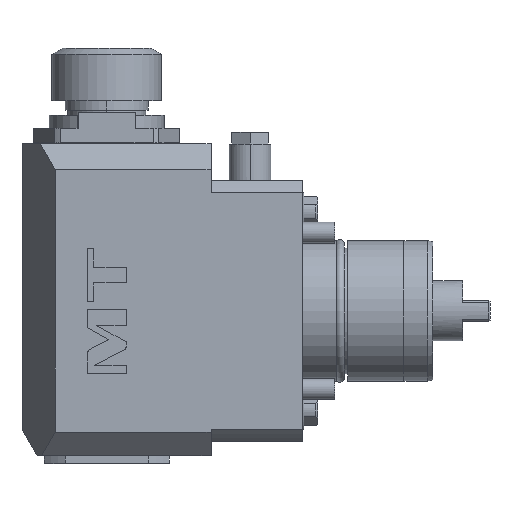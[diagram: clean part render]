
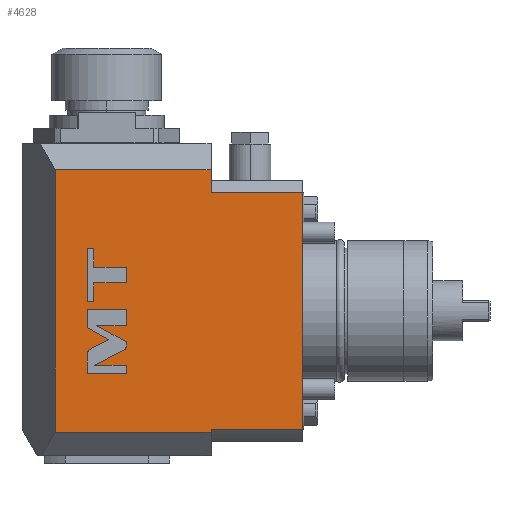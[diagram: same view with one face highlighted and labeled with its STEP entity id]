
A CAD part, front view. The second image highlights one B-rep face of the part: STEP entity #4628.
In plain terms, the highlighted planar face has unit normal (0, -1, 0).
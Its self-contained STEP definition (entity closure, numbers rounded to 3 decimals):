
#6=DIRECTION('',(0.,0.,-1.));
#7=VECTOR('',#6,8.692);
#8=CARTESIAN_POINT('',(-35.,-45.,54.2));
#9=LINE('',#8,#7);
#91=DIRECTION('',(0.,0.,-1.));
#92=VECTOR('',#91,91.016);
#93=CARTESIAN_POINT('',(0.,-45.,45.508));
#94=LINE('',#93,#92);
#340=DIRECTION('',(-1.,0.,0.));
#341=VECTOR('',#340,35.);
#342=CARTESIAN_POINT('',(0.,-45.,-45.508));
#343=LINE('',#342,#341);
#344=DIRECTION('',(-1.,0.,0.));
#345=VECTOR('',#344,59.798);
#346=CARTESIAN_POINT('',(-35.,-45.,-46.5));
#347=LINE('',#346,#345);
#348=DIRECTION('',(0.,0.,-1.));
#349=VECTOR('',#348,100.7);
#350=CARTESIAN_POINT('',(-94.798,-45.,54.2));
#351=LINE('',#350,#349);
#352=DIRECTION('',(-1.,0.,0.));
#353=VECTOR('',#352,59.798);
#354=CARTESIAN_POINT('',(-35.,-45.,54.2));
#355=LINE('',#354,#353);
#356=DIRECTION('',(-1.,0.,0.));
#357=VECTOR('',#356,35.);
#358=CARTESIAN_POINT('',(0.,-45.,45.508));
#359=LINE('',#358,#357);
#360=CARTESIAN_POINT('',(-81.523,-45.,-14.827));
#361=CARTESIAN_POINT('',(-82.126,-45.,-15.139));
#362=CARTESIAN_POINT('',(-82.5,-45.,-15.754));
#363=CARTESIAN_POINT('',(-82.5,-45.,-16.432));
#365=DIRECTION('',(0.,0.,-1.));
#366=VECTOR('',#365,7.541);
#367=CARTESIAN_POINT('',(-82.5,-45.,-16.432));
#368=LINE('',#367,#366);
#369=DIRECTION('',(1.,0.,0.));
#370=VECTOR('',#369,15.);
#371=CARTESIAN_POINT('',(-82.5,-45.,-23.973));
#372=LINE('',#371,#370);
#373=DIRECTION('',(0.,0.,1.));
#374=VECTOR('',#373,3.12);
#375=CARTESIAN_POINT('',(-67.5,-45.,-23.973));
#376=LINE('',#375,#374);
#377=DIRECTION('',(-1.,0.,0.));
#378=VECTOR('',#377,12.152);
#379=CARTESIAN_POINT('',(-67.5,-45.,-20.853));
#380=LINE('',#379,#378);
#381=DIRECTION('',(0.888,0.,0.459));
#382=VECTOR('',#381,12.58);
#383=CARTESIAN_POINT('',(-79.652,-45.,-20.853));
#384=LINE('',#383,#382);
#385=CARTESIAN_POINT('',(-68.477,-45.,-15.075));
#386=CARTESIAN_POINT('',(-67.874,-45.,-14.763));
#387=CARTESIAN_POINT('',(-67.5,-45.,-14.147));
#388=CARTESIAN_POINT('',(-67.5,-45.,-13.469));
#390=DIRECTION('',(0.,0.,1.));
#391=VECTOR('',#390,1.565);
#392=CARTESIAN_POINT('',(-67.5,-45.,-13.469));
#393=LINE('',#392,#391);
#394=DIRECTION('',(-0.877,0.,0.481));
#395=VECTOR('',#394,13.015);
#396=CARTESIAN_POINT('',(-67.5,-45.,-11.904));
#397=LINE('',#396,#395);
#398=DIRECTION('',(1.,0.,0.));
#399=VECTOR('',#398,11.409);
#400=CARTESIAN_POINT('',(-78.909,-45.,-5.641));
#401=LINE('',#400,#399);
#402=DIRECTION('',(0.,0.,1.));
#403=VECTOR('',#402,6.312);
#404=CARTESIAN_POINT('',(-67.5,-45.,-5.641));
#405=LINE('',#404,#403);
#406=DIRECTION('',(-1.,0.,0.));
#407=VECTOR('',#406,15.);
#408=CARTESIAN_POINT('',(-67.5,-45.,0.671));
#409=LINE('',#408,#407);
#410=DIRECTION('',(0.,0.,-1.));
#411=VECTOR('',#410,7.116);
#412=CARTESIAN_POINT('',(-82.5,-45.,0.671));
#413=LINE('',#412,#411);
#414=DIRECTION('',(0.877,0.,-0.481));
#415=VECTOR('',#414,9.511);
#416=CARTESIAN_POINT('',(-82.5,-45.,-6.445));
#417=LINE('',#416,#415);
#418=DIRECTION('',(-0.888,0.,-0.459));
#419=VECTOR('',#418,8.286);
#420=CARTESIAN_POINT('',(-74.163,-45.,-11.022));
#421=LINE('',#420,#419);
#422=DIRECTION('',(1.,0.,0.));
#423=VECTOR('',#422,12.446);
#424=CARTESIAN_POINT('',(-79.946,-45.,10.759));
#425=LINE('',#424,#423);
#426=DIRECTION('',(0.,0.,1.));
#427=VECTOR('',#426,5.942);
#428=CARTESIAN_POINT('',(-67.5,-45.,10.759));
#429=LINE('',#428,#427);
#430=DIRECTION('',(-1.,0.,0.));
#431=VECTOR('',#430,12.446);
#432=CARTESIAN_POINT('',(-67.5,-45.,16.701));
#433=LINE('',#432,#431);
#434=DIRECTION('',(0.,0.,1.));
#435=VECTOR('',#434,7.272);
#436=CARTESIAN_POINT('',(-79.946,-45.,16.701));
#437=LINE('',#436,#435);
#438=DIRECTION('',(-1.,0.,0.));
#439=VECTOR('',#438,2.554);
#440=CARTESIAN_POINT('',(-79.946,-45.,23.973));
#441=LINE('',#440,#439);
#442=DIRECTION('',(0.,0.,-1.));
#443=VECTOR('',#442,20.486);
#444=CARTESIAN_POINT('',(-82.5,-45.,23.973));
#445=LINE('',#444,#443);
#446=DIRECTION('',(1.,0.,0.));
#447=VECTOR('',#446,2.554);
#448=CARTESIAN_POINT('',(-82.5,-45.,3.487));
#449=LINE('',#448,#447);
#450=DIRECTION('',(0.,0.,1.));
#451=VECTOR('',#450,7.272);
#452=CARTESIAN_POINT('',(-79.946,-45.,3.487));
#453=LINE('',#452,#451);
#475=DIRECTION('',(0.,0.,-1.));
#476=VECTOR('',#475,0.992);
#477=CARTESIAN_POINT('',(-35.,-45.,-45.508));
#478=LINE('',#477,#476);
#3351=CARTESIAN_POINT('',(0.,-45.,45.508));
#3352=CARTESIAN_POINT('',(0.,-45.,-45.508));
#3353=VERTEX_POINT('',#3351);
#3354=VERTEX_POINT('',#3352);
#3443=CARTESIAN_POINT('',(-94.798,-45.,54.2));
#3445=VERTEX_POINT('',#3443);
#3449=CARTESIAN_POINT('',(-35.,-45.,54.2));
#3450=VERTEX_POINT('',#3449);
#3459=CARTESIAN_POINT('',(-94.798,-45.,-46.5));
#3460=VERTEX_POINT('',#3459);
#3471=CARTESIAN_POINT('',(-35.,-45.,-46.5));
#3472=VERTEX_POINT('',#3471);
#3492=CARTESIAN_POINT('',(-35.,-45.,-45.508));
#3494=VERTEX_POINT('',#3492);
#3495=CARTESIAN_POINT('',(-35.,-45.,45.508));
#3497=VERTEX_POINT('',#3495);
#4192=CARTESIAN_POINT('',(-81.523,-45.,-14.827));
#4193=VERTEX_POINT('',#4192);
#4194=CARTESIAN_POINT('',(-82.5,-45.,-16.432));
#4195=VERTEX_POINT('',#4194);
#4196=CARTESIAN_POINT('',(-82.5,-45.,-23.973));
#4197=VERTEX_POINT('',#4196);
#4198=CARTESIAN_POINT('',(-67.5,-45.,-23.973));
#4199=VERTEX_POINT('',#4198);
#4200=CARTESIAN_POINT('',(-67.5,-45.,-20.853));
#4201=VERTEX_POINT('',#4200);
#4202=CARTESIAN_POINT('',(-79.652,-45.,-20.853));
#4203=VERTEX_POINT('',#4202);
#4204=CARTESIAN_POINT('',(-68.477,-45.,-15.075));
#4205=VERTEX_POINT('',#4204);
#4206=CARTESIAN_POINT('',(-67.5,-45.,-13.469));
#4207=VERTEX_POINT('',#4206);
#4208=CARTESIAN_POINT('',(-67.5,-45.,-11.904));
#4209=VERTEX_POINT('',#4208);
#4210=CARTESIAN_POINT('',(-78.909,-45.,-5.641));
#4211=VERTEX_POINT('',#4210);
#4212=CARTESIAN_POINT('',(-67.5,-45.,-5.641));
#4213=VERTEX_POINT('',#4212);
#4214=CARTESIAN_POINT('',(-67.5,-45.,0.671));
#4215=VERTEX_POINT('',#4214);
#4216=CARTESIAN_POINT('',(-82.5,-45.,0.671));
#4217=VERTEX_POINT('',#4216);
#4218=CARTESIAN_POINT('',(-82.5,-45.,-6.445));
#4219=VERTEX_POINT('',#4218);
#4220=CARTESIAN_POINT('',(-74.163,-45.,-11.022));
#4221=VERTEX_POINT('',#4220);
#4222=CARTESIAN_POINT('',(-79.946,-45.,10.759));
#4223=VERTEX_POINT('',#4222);
#4224=CARTESIAN_POINT('',(-67.5,-45.,10.759));
#4225=VERTEX_POINT('',#4224);
#4226=CARTESIAN_POINT('',(-67.5,-45.,16.701));
#4227=VERTEX_POINT('',#4226);
#4228=CARTESIAN_POINT('',(-79.946,-45.,16.701));
#4229=VERTEX_POINT('',#4228);
#4230=CARTESIAN_POINT('',(-79.946,-45.,23.973));
#4231=VERTEX_POINT('',#4230);
#4232=CARTESIAN_POINT('',(-82.5,-45.,23.973));
#4233=VERTEX_POINT('',#4232);
#4234=CARTESIAN_POINT('',(-82.5,-45.,3.487));
#4235=VERTEX_POINT('',#4234);
#4236=CARTESIAN_POINT('',(-79.946,-45.,3.487));
#4237=VERTEX_POINT('',#4236);
#4559=CARTESIAN_POINT('',(-35.,-45.,50.));
#4560=DIRECTION('',(0.,1.,0.));
#4561=DIRECTION('',(0.,0.,-1.));
#4562=AXIS2_PLACEMENT_3D('',#4559,#4560,#4561);
#4563=PLANE('',#4562);
#4565=ORIENTED_EDGE('',*,*,#4564,.T.);
#4567=ORIENTED_EDGE('',*,*,#4566,.T.);
#4569=ORIENTED_EDGE('',*,*,#4568,.T.);
#4570=ORIENTED_EDGE('',*,*,#4503,.F.);
#4571=ORIENTED_EDGE('',*,*,#4554,.F.);
#4572=ORIENTED_EDGE('',*,*,#4264,.T.);
#4574=ORIENTED_EDGE('',*,*,#4573,.F.);
#4575=ORIENTED_EDGE('',*,*,#4322,.T.);
#4576=EDGE_LOOP('',(#4565,#4567,#4569,#4570,#4571,#4572,#4574,#4575));
#4577=FACE_OUTER_BOUND('',#4576,.F.);
#4579=ORIENTED_EDGE('',*,*,#4578,.T.);
#4581=ORIENTED_EDGE('',*,*,#4580,.T.);
#4583=ORIENTED_EDGE('',*,*,#4582,.T.);
#4585=ORIENTED_EDGE('',*,*,#4584,.T.);
#4587=ORIENTED_EDGE('',*,*,#4586,.T.);
#4589=ORIENTED_EDGE('',*,*,#4588,.T.);
#4591=ORIENTED_EDGE('',*,*,#4590,.T.);
#4593=ORIENTED_EDGE('',*,*,#4592,.T.);
#4595=ORIENTED_EDGE('',*,*,#4594,.T.);
#4597=ORIENTED_EDGE('',*,*,#4596,.T.);
#4599=ORIENTED_EDGE('',*,*,#4598,.T.);
#4601=ORIENTED_EDGE('',*,*,#4600,.T.);
#4603=ORIENTED_EDGE('',*,*,#4602,.T.);
#4605=ORIENTED_EDGE('',*,*,#4604,.T.);
#4607=ORIENTED_EDGE('',*,*,#4606,.T.);
#4608=EDGE_LOOP('',(#4579,#4581,#4583,#4585,#4587,#4589,#4591,#4593,#4595,#4597,
#4599,#4601,#4603,#4605,#4607));
#4609=FACE_BOUND('',#4608,.F.);
#4611=ORIENTED_EDGE('',*,*,#4610,.T.);
#4613=ORIENTED_EDGE('',*,*,#4612,.T.);
#4615=ORIENTED_EDGE('',*,*,#4614,.T.);
#4617=ORIENTED_EDGE('',*,*,#4616,.T.);
#4619=ORIENTED_EDGE('',*,*,#4618,.T.);
#4621=ORIENTED_EDGE('',*,*,#4620,.T.);
#4623=ORIENTED_EDGE('',*,*,#4622,.T.);
#4625=ORIENTED_EDGE('',*,*,#4624,.T.);
#4626=EDGE_LOOP('',(#4611,#4613,#4615,#4617,#4619,#4621,#4623,#4625));
#4627=FACE_BOUND('',#4626,.F.);
#4628=ADVANCED_FACE('',(#4577,#4609,#4627),#4563,.F.);
#364=B_SPLINE_CURVE_WITH_KNOTS('',3,(#360,#361,#362,#363),.UNSPECIFIED.,.F.,.F.,
(4,4),(0.,1.),.UNSPECIFIED.);
#389=B_SPLINE_CURVE_WITH_KNOTS('',3,(#385,#386,#387,#388),.UNSPECIFIED.,.F.,.F.,
(4,4),(0.,1.),.UNSPECIFIED.);
#4264=EDGE_CURVE('',#3450,#3497,#9,.T.);
#4322=EDGE_CURVE('',#3353,#3354,#94,.T.);
#4503=EDGE_CURVE('',#3445,#3460,#351,.T.);
#4554=EDGE_CURVE('',#3450,#3445,#355,.T.);
#4564=EDGE_CURVE('',#3354,#3494,#343,.T.);
#4566=EDGE_CURVE('',#3494,#3472,#478,.T.);
#4568=EDGE_CURVE('',#3472,#3460,#347,.T.);
#4573=EDGE_CURVE('',#3353,#3497,#359,.T.);
#4578=EDGE_CURVE('',#4193,#4195,#364,.T.);
#4580=EDGE_CURVE('',#4195,#4197,#368,.T.);
#4582=EDGE_CURVE('',#4197,#4199,#372,.T.);
#4584=EDGE_CURVE('',#4199,#4201,#376,.T.);
#4586=EDGE_CURVE('',#4201,#4203,#380,.T.);
#4588=EDGE_CURVE('',#4203,#4205,#384,.T.);
#4590=EDGE_CURVE('',#4205,#4207,#389,.T.);
#4592=EDGE_CURVE('',#4207,#4209,#393,.T.);
#4594=EDGE_CURVE('',#4209,#4211,#397,.T.);
#4596=EDGE_CURVE('',#4211,#4213,#401,.T.);
#4598=EDGE_CURVE('',#4213,#4215,#405,.T.);
#4600=EDGE_CURVE('',#4215,#4217,#409,.T.);
#4602=EDGE_CURVE('',#4217,#4219,#413,.T.);
#4604=EDGE_CURVE('',#4219,#4221,#417,.T.);
#4606=EDGE_CURVE('',#4221,#4193,#421,.T.);
#4610=EDGE_CURVE('',#4223,#4225,#425,.T.);
#4612=EDGE_CURVE('',#4225,#4227,#429,.T.);
#4614=EDGE_CURVE('',#4227,#4229,#433,.T.);
#4616=EDGE_CURVE('',#4229,#4231,#437,.T.);
#4618=EDGE_CURVE('',#4231,#4233,#441,.T.);
#4620=EDGE_CURVE('',#4233,#4235,#445,.T.);
#4622=EDGE_CURVE('',#4235,#4237,#449,.T.);
#4624=EDGE_CURVE('',#4237,#4223,#453,.T.);
